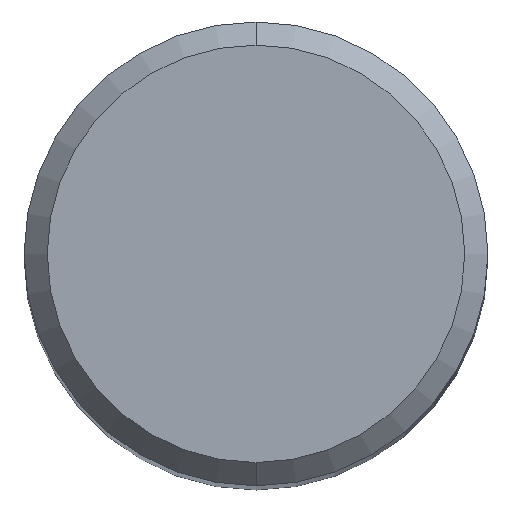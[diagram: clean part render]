
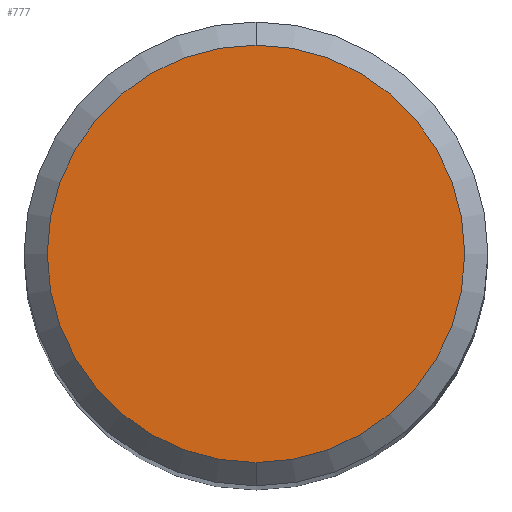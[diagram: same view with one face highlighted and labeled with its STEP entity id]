
A CAD part, top view. The second image highlights one B-rep face of the part: STEP entity #777.
In plain terms, the highlighted planar face has unit normal (0, 0, 1).
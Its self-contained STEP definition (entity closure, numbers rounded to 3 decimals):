
#463=EDGE_CURVE('',#659,#743,#1190,.T.);
#659=VERTEX_POINT('',#1402);
#743=VERTEX_POINT('',#1494);
#777=ADVANCED_FACE('',(#1530),#1531,.T.);
#911=EDGE_CURVE('',#743,#659,#1681,.T.);
#1190=CIRCLE('',#2752,3.6);
#1402=CARTESIAN_POINT('',(0.0,3.6,0.0));
#1494=CARTESIAN_POINT('',(0.,-3.6,0.0));
#1530=FACE_OUTER_BOUND('',#4211,.T.);
#1531=PLANE('',#4212);
#1681=CIRCLE('',#4704,3.6);
#2752=AXIS2_PLACEMENT_3D('',#5325,#5326,#5327);
#4211=EDGE_LOOP('',(#5701,#5702));
#4212=AXIS2_PLACEMENT_3D('',#5703,#5704,#5705);
#4704=AXIS2_PLACEMENT_3D('',#5910,#5911,#5912);
#5325=CARTESIAN_POINT('',(0.0,0.0,0.0));
#5326=DIRECTION('',(0.0,0.0,-1.0));
#5327=DIRECTION('',(0.0,1.0,0.0));
#5701=ORIENTED_EDGE('',*,*,#463,.F.);
#5702=ORIENTED_EDGE('',*,*,#911,.F.);
#5703=CARTESIAN_POINT('',(0.0,1.8,0.0));
#5704=DIRECTION('',(-0.0,0.0,1.0));
#5705=DIRECTION('',(0.0,-1.0,0.0));
#5910=CARTESIAN_POINT('',(0.0,0.0,0.0));
#5911=DIRECTION('',(0.0,0.0,-1.0));
#5912=DIRECTION('',(0.0,1.0,0.0));
